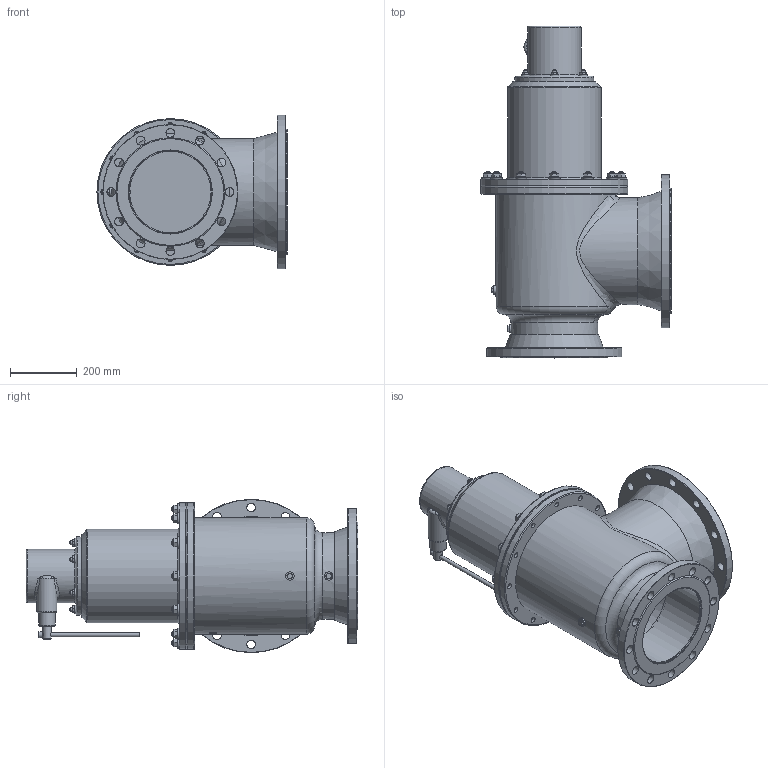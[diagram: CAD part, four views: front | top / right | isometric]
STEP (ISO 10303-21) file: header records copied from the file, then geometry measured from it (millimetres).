
FILE_DESCRIPTION(/* description */ (''),/* implementation_level */ '2;1');
FILE_NAME(/* name */ 'DN250_3D_STEP.stp',/* time_stamp */ '2024-03-15T00:43:03+03:00',/* author */ ('igorr'),/* organization */ (''),/* preprocessor_version */ 'ST-DEVELOPER v19.2',/* originating_system */ 'Autodesk Inventor 2023',/* authorisation */ '');
FILE_SCHEMA (('AUTOMOTIVE_DESIGN { 1 0 10303 214 3 1 1 }'));
Length unit declared in the file: millimetre
Products named in the file (9): Сборка; Деталь1; Деталь3; Деталь2; AS 1110 - M10 x 16; AS 1421 - M16 x 60 засверленный 
конец; DIN 6923 - M16; AS 1421 - M12 x 60 засверленный 
конец; DIN 6923 - M12
Assembly tree (41 placements, depth 2):
  Сборка
    Деталь1
    Деталь3
    Деталь2
    AS 1110 - M10 x 16  x2
    AS 1421 - M16 x 60 засверленный 
конец  x12
    DIN 6923 - M16  x12
    AS 1421 - M12 x 60 засверленный 
конец  x6
    DIN 6923 - M12  x6
Bounding box: 570 x 995 x 460 mm (x, y, z)
Volume: 50507580 mm3; surface area: 3214977.4 mm2
Topology: 41 solids, 41 shells, 954 faces, 2278 edges, 1424 vertices
Faces by surface type: plane 483, cone 262, cylinder 141, torus 39, bspline 29
Full cylindrical faces by diameter (mm): 10 x2, 10.106 x6, 12 x16, 13.835 x12, 16 x39, 16.84 x1, 25 x3, 26 x24, 50.056 x1, 60 x1, 110 x1, 140.784 x1, 150 x2, 156 x2, 160 x1, 235.93 x1, 244.255 x1, 250 x2, 260 x2, 270 x1, 280 x1, 300 x2, 320 x1, 350 x1, 375 x1, 405 x1, 440 x2, 460 x1
Entity records: 13053 total; most frequent: CARTESIAN_POINT 4137, DIRECTION 1777, ORIENTED_EDGE 1630, EDGE_CURVE 815, AXIS2_PLACEMENT_3D 746, VERTEX_POINT 530, EDGE_LOOP 493, CIRCLE 373
